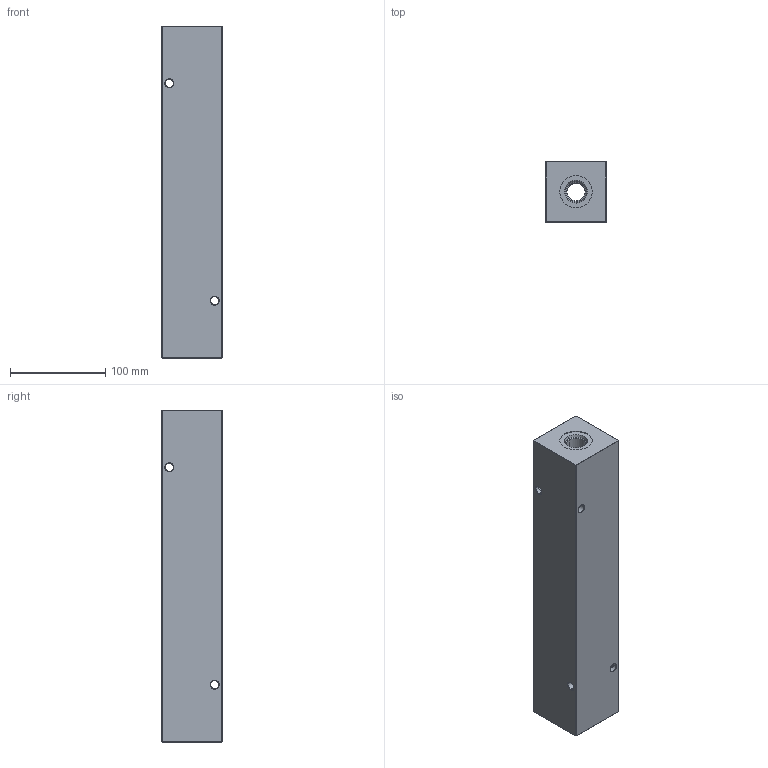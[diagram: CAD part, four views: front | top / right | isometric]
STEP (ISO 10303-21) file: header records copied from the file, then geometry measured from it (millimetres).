
FILE_DESCRIPTION (( 'STEP AP203' ), '1' );
FILE_NAME ('HM-6-90-S-10-8.STEP', '2020-11-09T22:25:04', ( '' ), ( '' ), 'SwSTEP 2.0', 'SolidWorks 2019', '' );
FILE_SCHEMA (( 'CONFIG_CONTROL_DESIGN' ));
Length unit declared in the file: inch
Products named in the file (1): HM-6-90-S-10-8
Bounding box: 63.5 x 63.5 x 349.25 mm (x, y, z)
Volume: 1219551.2 mm3; surface area: 132993 mm2
Topology: 1 solids, 1 shells, 651 faces, 1649 edges, 1046 vertices
Faces by surface type: plane 241, bspline 212, cone 100, cylinder 98
Entity records: 30760 total; most frequent: CARTESIAN_POINT 16411, ORIENTED_EDGE 3298, DIRECTION 2279, EDGE_CURVE 1649, VERTEX_POINT 1046, VECTOR 923, LINE 923, EDGE_LOOP 735
